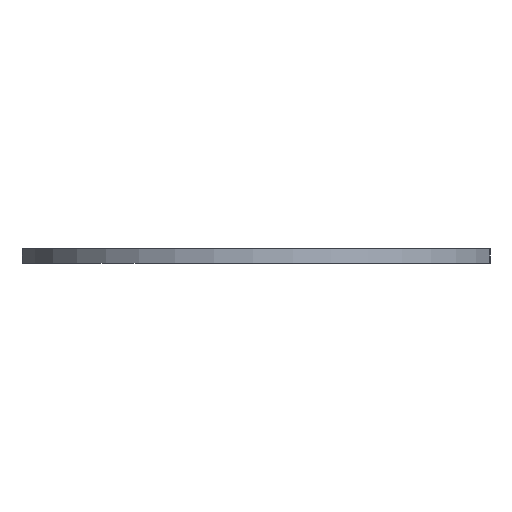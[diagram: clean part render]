
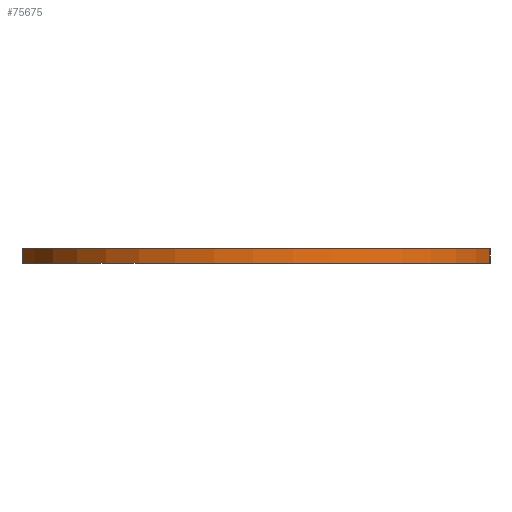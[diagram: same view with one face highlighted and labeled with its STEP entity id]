
A CAD part, front view. The second image highlights one B-rep face of the part: STEP entity #75675.
In plain terms, the highlighted cylindrical face has radius 20.337 mm (diameter 40.675 mm), a partial arc.
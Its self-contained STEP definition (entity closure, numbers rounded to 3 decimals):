
#75648 = VERTEX_POINT('',#75649);
#75649 = CARTESIAN_POINT('',(0.062,14.746,
    1.2));
#75656 = EDGE_CURVE('',#75657,#75648,#75659,.T.);
#75657 = VERTEX_POINT('',#75658);
#75658 = CARTESIAN_POINT('',(0.062,14.746,0.));
#75659 = LINE('',#75660,#75661);
#75660 = CARTESIAN_POINT('',(0.062,14.746,0.));
#75661 = VECTOR('',#75662,1.);
#75662 = DIRECTION('',(0.,0.,1.));
#75675 = ADVANCED_FACE('',(#75676),#75703,.T.);
#75676 = FACE_BOUND('',#75677,.T.);
#75677 = EDGE_LOOP('',(#75678,#75679,#75688,#75696));
#75678 = ORIENTED_EDGE('',*,*,#75656,.T.);
#75679 = ORIENTED_EDGE('',*,*,#75680,.T.);
#75680 = EDGE_CURVE('',#75648,#75681,#75683,.T.);
#75681 = VERTEX_POINT('',#75682);
#75682 = CARTESIAN_POINT('',(-39.296,15.321,
    1.2));
#75683 = CIRCLE('',#75684,20.337);
#75684 = AXIS2_PLACEMENT_3D('',#75685,#75686,#75687);
#75685 = CARTESIAN_POINT('',(-19.542,20.159,
    1.2));
#75686 = DIRECTION('',(-0.,0.,-1.));
#75687 = DIRECTION('',(0.964,-0.266,-0.));
#75688 = ORIENTED_EDGE('',*,*,#75689,.F.);
#75689 = EDGE_CURVE('',#75690,#75681,#75692,.T.);
#75690 = VERTEX_POINT('',#75691);
#75691 = CARTESIAN_POINT('',(-39.296,15.321,0.));
#75692 = LINE('',#75693,#75694);
#75693 = CARTESIAN_POINT('',(-39.296,15.321,0.));
#75694 = VECTOR('',#75695,1.);
#75695 = DIRECTION('',(0.,0.,1.));
#75696 = ORIENTED_EDGE('',*,*,#75697,.F.);
#75697 = EDGE_CURVE('',#75657,#75690,#75698,.T.);
#75698 = CIRCLE('',#75699,20.337);
#75699 = AXIS2_PLACEMENT_3D('',#75700,#75701,#75702);
#75700 = CARTESIAN_POINT('',(-19.542,20.159,0.));
#75701 = DIRECTION('',(-0.,0.,-1.));
#75702 = DIRECTION('',(0.964,-0.266,-0.));
#75703 = CYLINDRICAL_SURFACE('',#75704,20.337);
#75704 = AXIS2_PLACEMENT_3D('',#75705,#75706,#75707);
#75705 = CARTESIAN_POINT('',(-19.542,20.159,0.));
#75706 = DIRECTION('',(-0.,0.,-1.));
#75707 = DIRECTION('',(0.964,-0.266,-0.));
